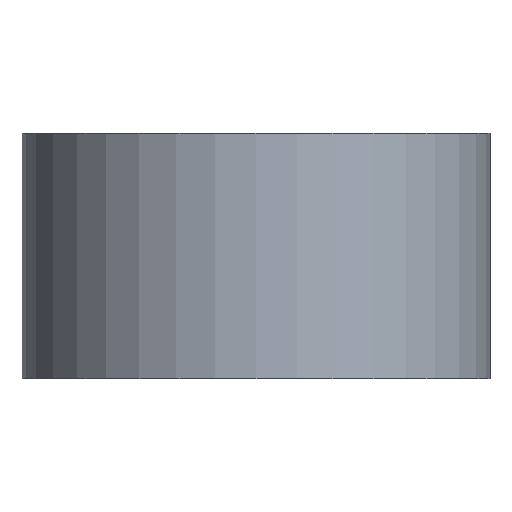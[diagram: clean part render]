
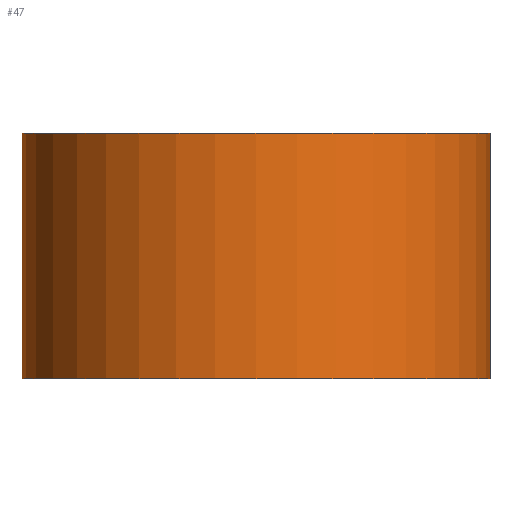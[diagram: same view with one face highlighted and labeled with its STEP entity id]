
A CAD part, front view. The second image highlights one B-rep face of the part: STEP entity #47.
In plain terms, the highlighted cylindrical face has radius 10 mm (diameter 20 mm), a full revolution.
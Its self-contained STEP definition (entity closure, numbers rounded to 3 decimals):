
#47=ADVANCED_FACE('',(#87,#88),#67,.T.);
#67=CYLINDRICAL_SURFACE('',#316,10.);
#87=FACE_BOUND('',#137,.T.);
#88=FACE_BOUND('',#138,.T.);
#137=EDGE_LOOP('',(#187));
#138=EDGE_LOOP('',(#188));
#187=ORIENTED_EDGE('',*,*,#256,.T.);
#188=ORIENTED_EDGE('',*,*,#261,.T.);
#231=VERTEX_POINT('',#456);
#236=VERTEX_POINT('',#467);
#256=EDGE_CURVE('',#231,#231,#281,.T.);
#261=EDGE_CURVE('',#236,#236,#286,.T.);
#281=CIRCLE('',#308,10.);
#286=CIRCLE('',#314,10.);
#308=AXIS2_PLACEMENT_3D('',#455,#361,#362);
#314=AXIS2_PLACEMENT_3D('',#466,#373,#374);
#316=AXIS2_PLACEMENT_3D('',#469,#377,#378);
#361=DIRECTION('',(0.,0.,-1.));
#362=DIRECTION('',(1.,0.,0.));
#373=DIRECTION('',(0.,0.,1.));
#374=DIRECTION('',(1.,0.,0.));
#377=DIRECTION('',(0.,0.,1.));
#378=DIRECTION('',(1.,0.,0.));
#455=CARTESIAN_POINT('',(0.,0.,10.5));
#456=CARTESIAN_POINT('',(10.,0.,10.5));
#466=CARTESIAN_POINT('',(0.,0.,0.));
#467=CARTESIAN_POINT('',(10.,0.,0.));
#469=CARTESIAN_POINT('',(0.,0.,0.));
